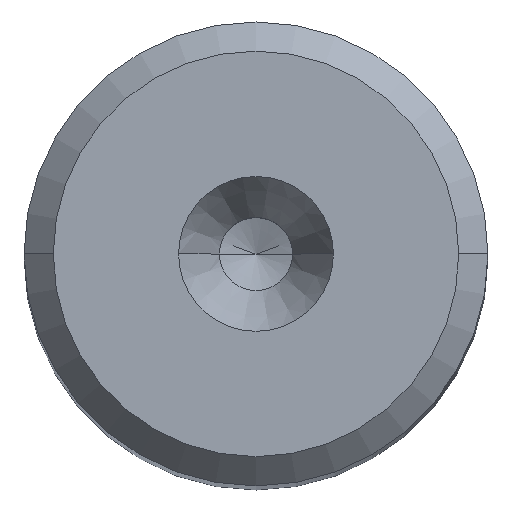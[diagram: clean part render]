
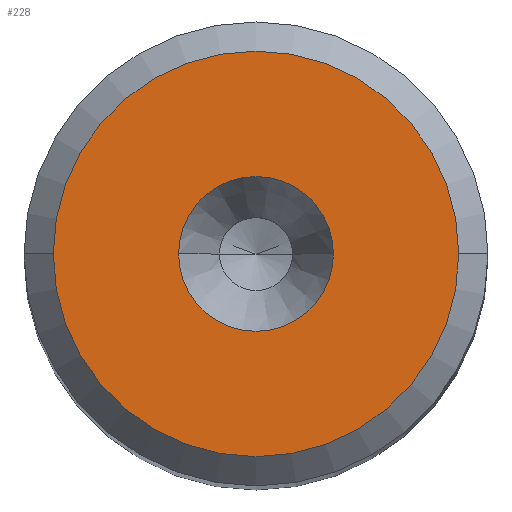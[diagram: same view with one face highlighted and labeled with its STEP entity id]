
A CAD part, top view. The second image highlights one B-rep face of the part: STEP entity #228.
In plain terms, the highlighted planar face has unit normal (0, 0, 1).
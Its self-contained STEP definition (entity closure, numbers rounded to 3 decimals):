
#118=FACE_BOUND('',#438,.T.);
#119=FACE_BOUND('',#439,.T.);
#228=ADVANCED_FACE('',(#118,#119),#295,.T.);
#295=PLANE('',#1959);
#438=EDGE_LOOP('',(#894,#895,#896,#897));
#439=EDGE_LOOP('',(#898,#899));
#546=CIRCLE('',#1951,6.937);
#547=CIRCLE('',#1952,6.937);
#548=CIRCLE('',#1954,6.937);
#549=CIRCLE('',#1955,6.937);
#550=CIRCLE('',#1957,2.65);
#551=CIRCLE('',#1958,2.65);
#894=ORIENTED_EDGE('',*,*,#1477,.F.);
#895=ORIENTED_EDGE('',*,*,#1476,.F.);
#896=ORIENTED_EDGE('',*,*,#1474,.F.);
#897=ORIENTED_EDGE('',*,*,#1473,.F.);
#898=ORIENTED_EDGE('',*,*,#1478,.F.);
#899=ORIENTED_EDGE('',*,*,#1479,.F.);
#1249=VERTEX_POINT('',#3315);
#1250=VERTEX_POINT('',#3317);
#1251=VERTEX_POINT('',#3319);
#1252=VERTEX_POINT('',#3323);
#1253=VERTEX_POINT('',#3327);
#1254=VERTEX_POINT('',#3328);
#1473=EDGE_CURVE('',#1249,#1250,#546,.T.);
#1474=EDGE_CURVE('',#1250,#1251,#547,.T.);
#1476=EDGE_CURVE('',#1251,#1252,#548,.T.);
#1477=EDGE_CURVE('',#1252,#1249,#549,.T.);
#1478=EDGE_CURVE('',#1253,#1254,#550,.T.);
#1479=EDGE_CURVE('',#1254,#1253,#551,.T.);
#1951=AXIS2_PLACEMENT_3D('',#3316,#2362,#2363);
#1952=AXIS2_PLACEMENT_3D('',#3318,#2364,#2365);
#1954=AXIS2_PLACEMENT_3D('',#3322,#2369,#2370);
#1955=AXIS2_PLACEMENT_3D('',#3324,#2371,#2372);
#1957=AXIS2_PLACEMENT_3D('',#3326,#2375,#2376);
#1958=AXIS2_PLACEMENT_3D('',#3329,#2377,#2378);
#1959=AXIS2_PLACEMENT_3D('',#3330,#2379,#2380);
#2362=DIRECTION('',(0.,0.,-1.));
#2363=DIRECTION('',(1.,0.,0.));
#2364=DIRECTION('',(0.,0.,-1.));
#2365=DIRECTION('',(0.,-1.,0.));
#2369=DIRECTION('',(0.,0.,-1.));
#2370=DIRECTION('',(-1.,0.,0.));
#2371=DIRECTION('',(0.,0.,-1.));
#2372=DIRECTION('',(0.,1.,0.));
#2375=DIRECTION('',(0.,0.,1.));
#2376=DIRECTION('',(-1.,0.,0.));
#2377=DIRECTION('',(0.,0.,1.));
#2378=DIRECTION('',(1.,0.,0.));
#2379=DIRECTION('',(0.,0.,1.));
#2380=DIRECTION('',(1.,0.,0.));
#3315=CARTESIAN_POINT('',(6.937,0.,0.));
#3316=CARTESIAN_POINT('',(0.,0.,0.));
#3317=CARTESIAN_POINT('',(0.,-6.937,0.));
#3318=CARTESIAN_POINT('',(0.,0.,0.));
#3319=CARTESIAN_POINT('',(-6.937,0.,0.));
#3322=CARTESIAN_POINT('',(0.,0.,0.));
#3323=CARTESIAN_POINT('',(0.,6.937,0.));
#3324=CARTESIAN_POINT('',(0.,0.,0.));
#3326=CARTESIAN_POINT('',(0.,0.,0.));
#3327=CARTESIAN_POINT('',(-2.65,0.,0.));
#3328=CARTESIAN_POINT('',(2.65,0.,0.));
#3329=CARTESIAN_POINT('',(0.,0.,0.));
#3330=CARTESIAN_POINT('',(0.,0.,0.));
